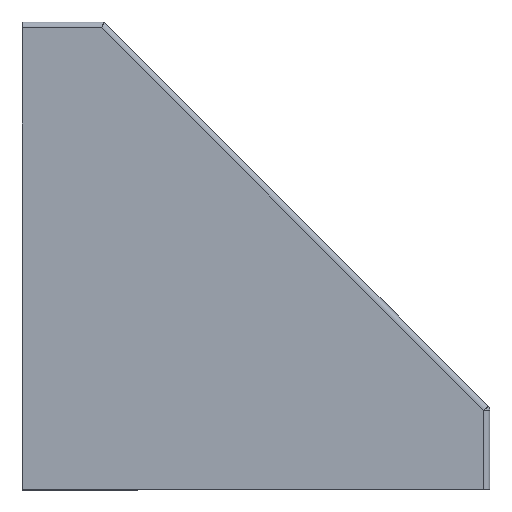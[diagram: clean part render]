
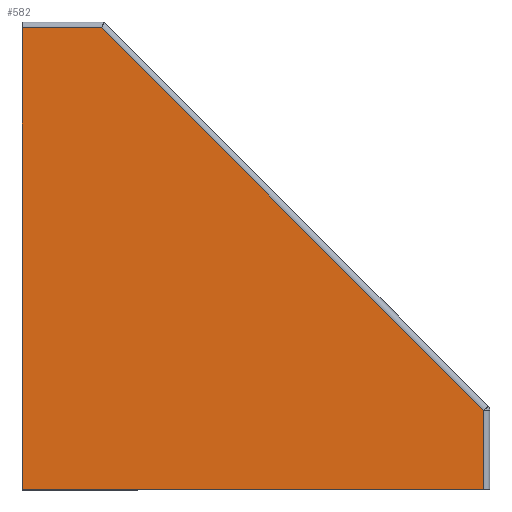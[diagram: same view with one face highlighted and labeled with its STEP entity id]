
A CAD part, top view. The second image highlights one B-rep face of the part: STEP entity #582.
In plain terms, the highlighted planar face has unit normal (0, 0, 1).
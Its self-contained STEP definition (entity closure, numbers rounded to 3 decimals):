
#26=PLANE('',#671);
#71=LINE('',#1044,#113);
#82=LINE('',#1084,#124);
#84=LINE('',#1089,#126);
#87=LINE('',#1104,#129);
#88=LINE('',#1106,#130);
#113=VECTOR('',#769,10.);
#124=VECTOR('',#812,10.);
#126=VECTOR('',#820,10.);
#129=VECTOR('',#839,10.);
#130=VECTOR('',#842,10.);
#178=FACE_OUTER_BOUND('',#215,.T.);
#215=EDGE_LOOP('',(#517,#518,#519,#520,#521));
#279=VERTEX_POINT('',#1041);
#280=VERTEX_POINT('',#1043);
#292=VERTEX_POINT('',#1081);
#293=VERTEX_POINT('',#1083);
#297=VERTEX_POINT('',#1100);
#344=EDGE_CURVE('',#279,#280,#71,.T.);
#365=EDGE_CURVE('',#292,#293,#82,.T.);
#368=EDGE_CURVE('',#280,#292,#84,.T.);
#376=EDGE_CURVE('',#297,#279,#87,.T.);
#377=EDGE_CURVE('',#293,#297,#88,.T.);
#517=ORIENTED_EDGE('',*,*,#376,.F.);
#518=ORIENTED_EDGE('',*,*,#377,.F.);
#519=ORIENTED_EDGE('',*,*,#365,.F.);
#520=ORIENTED_EDGE('',*,*,#368,.F.);
#521=ORIENTED_EDGE('',*,*,#344,.F.);
#582=ADVANCED_FACE('',(#178),#26,.T.);
#671=AXIS2_PLACEMENT_3D('',#1108,#844,#845);
#769=DIRECTION('',(-1.,0.,0.));
#812=DIRECTION('',(1.,0.,0.));
#820=DIRECTION('',(0.,1.,0.));
#839=DIRECTION('',(0.,-1.,0.));
#842=DIRECTION('',(0.707,-0.707,0.));
#844=DIRECTION('center_axis',(0.,0.,1.));
#845=DIRECTION('ref_axis',(1.,0.,0.));
#1041=CARTESIAN_POINT('',(39.5,0.,18.3));
#1043=CARTESIAN_POINT('',(0.,0.,18.3));
#1044=CARTESIAN_POINT('',(40.,0.,18.3));
#1081=CARTESIAN_POINT('',(0.,39.5,18.3));
#1083=CARTESIAN_POINT('',(6.793,39.5,18.3));
#1084=CARTESIAN_POINT('',(6.597,39.5,18.3));
#1089=CARTESIAN_POINT('',(0.,0.,18.3));
#1100=CARTESIAN_POINT('',(39.5,6.793,18.3));
#1104=CARTESIAN_POINT('',(39.5,10.097,18.3));
#1106=CARTESIAN_POINT('',(31.396,14.896,18.3));
#1108=CARTESIAN_POINT('Origin',(13.194,13.194,18.3));
